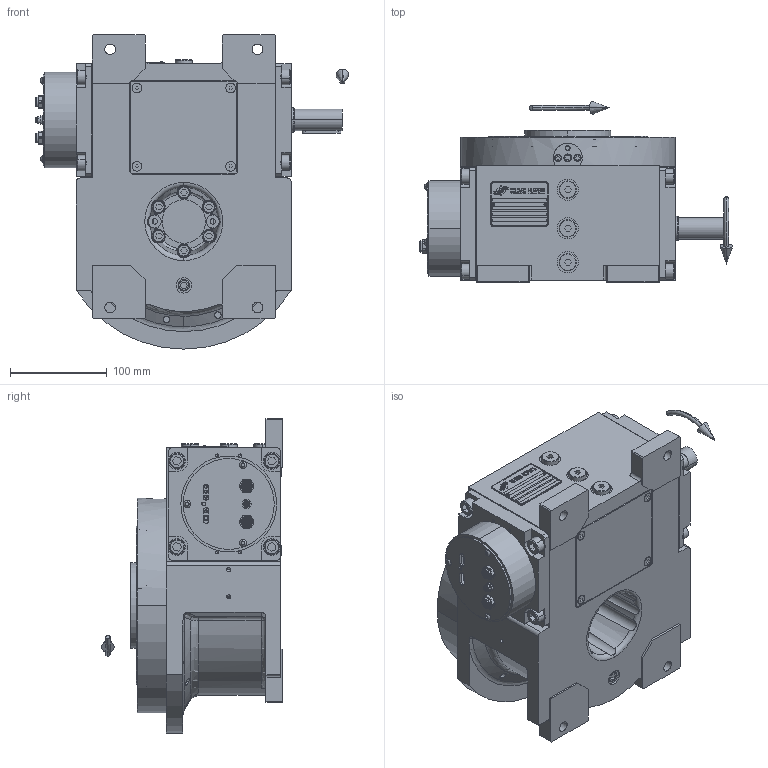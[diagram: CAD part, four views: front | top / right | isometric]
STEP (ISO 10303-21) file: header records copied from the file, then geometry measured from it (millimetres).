
FILE_DESCRIPTION (( 'STEP AP203' ), '1' );
FILE_NAME ('RIG_MASTER.step', '2024-07-01T14:20:30', ( '' ), ( '' ), 'SwSTEP 2.0', 'SolidWorks 2020', '' );
FILE_SCHEMA (( 'CONFIG_CONTROL_DESIGN' ));
Length unit declared in the file: millimetre
Products named in the file (84): cfn2073_01_012; cfn2107_01_001; CFN2400_08_001.stp; cfn2276_01_074; CFN2010_01_012^rig06_071_06_m_asm(2)_rig06_071_06_m_asm.stp; cfn2104_01_016; cfn2128_04_004; cfn2003_01_054; cfn2201_01_040; cfn2151_01_290; cfn2128_19_002; AS_cfn2476_01_002_60x46; cfn2000_01_103; CFN2008_01_002.stp; cfn2000_01_126; AS_rig06_002_bc; CFN2104_02_017^RIG06_005_ASM_rig06_071_06_m_asm(2)_rig06_071_06_m_asm.stp; RIG_MASTER; CFN2000_01_185^RIG06_005_ASM_rig06_071_06_m_asm(2)_rig06_071_06_m_asm.stp; RIG06_021_AF0^RIG06_005_ASM_rig06_071_06_m_asm(2)_rig06_071_06_m_asm.stp; cfn2155_01_303; AS_rig06_071_6_m; olio_agip_blasia_150; rig06_004; cfn2155_01_056; cfn2000_01_124; cfn2400_34_001; 900_38_36_001; AS_rig06_016; rig06_004_s_001; cfn2115_02_182; rig06_001_a; CFN2000_01_183.stp; 900_38_30_005.stp; cfn2115_02_165; rig06_016; cfn2476_01_002_60x46; rig06_005_n_01; cfn2151_01_090; rig06_007_master ...
Assembly tree (80 placements, depth 5):
  cfn2276_01_074
  CFN2010_01_012^rig06_071_06_m_asm(2)_rig06_071_06_m_asm.stp
  cfn2201_01_040
  cfn2151_01_290
  RIG_MASTER
    rig06_001_a
    AS_cfn2476_01_002_60x46
      cfn2476_01_002_60x46
      cfn2107_01_001
      cfn2107_01_001
    AS_rig06_071_6_m
      rig06_071_06_m_asm.stp
        RIG06_005_ASM^rig06_071_06_m_asm(2)_rig06_071_06_m_asm.stp
          RIG06_021_AF0^RIG06_005_ASM_rig06_071_06_m_asm(2)_rig06_071_06_m_asm.stp
          CFN2000_01_185^RIG06_005_ASM_rig06_071_06_m_asm(2)_rig06_071_06_m_asm.stp
          CFN2000_01_185^RIG06_005_ASM_rig06_071_06_m_asm(2)_rig06_071_06_m_asm.stp
          CFN2104_02_017^RIG06_005_ASM_rig06_071_06_m_asm(2)_rig06_071_06_m_asm.stp
        CFN2010_02_002^rig06_071_06_m_asm(2)_rig06_071_06_m_asm.stp
      cfn2000_01_124  x6
      cfn2000_01_124
      cfn2104_01_016  x2
      rig06_003_6
      rig06_005_n_01
      cfn2000_01_124
      cfn2000_01_124
      cfn2000_01_124
      cfn2155_01_303
    AS_rig06_015
      rig06_015
      cfn2073_01_012
      cfn2000_01_126
      cfn2000_01_126
      cfn2000_01_126
      cfn2000_01_126
      cfn2000_01_126
      cfn2000_01_126
    AS_rig06_004_s_001
      rig06_004_s_001
      cfn2070_05_005
      cfn2000_01_103
      cfn2000_01_103
      cfn2000_01_103
      cfn2000_01_103
      cfn2155_01_056
    AS_rig06_004
      rig06_004
      cfn2070_05_005
      cfn2000_01_103
      cfn2000_01_103
      cfn2000_01_103
      cfn2000_01_103
      cfn2155_01_056
    AS_rig06_002_bc
      rig06_002_bc
      cfn2115_02_182
    cfn2128_04_004
    cfn2128_04_004
    cfn2128_04_004
    cfn2128_19_002
    AS_rig06_016
Bounding box: 324 x 187 x 325 mm (x, y, z)
Volume: 2448421.3 mm3; surface area: 805145.6 mm2
Topology: 70 solids, 70 shells, 3052 faces, 7527 edges, 4777 vertices
Faces by surface type: plane 1388, cylinder 1047, cone 529, torus 38, bspline 30, sphere 20
Entity records: 100050 total; most frequent: CARTESIAN_POINT 23056, DIRECTION 14406, ORIENTED_EDGE 13890, EDGE_CURVE 6945, AXIS2_PLACEMENT_3D 5291, VERTEX_POINT 4480, VECTOR 3824, LINE 3824
